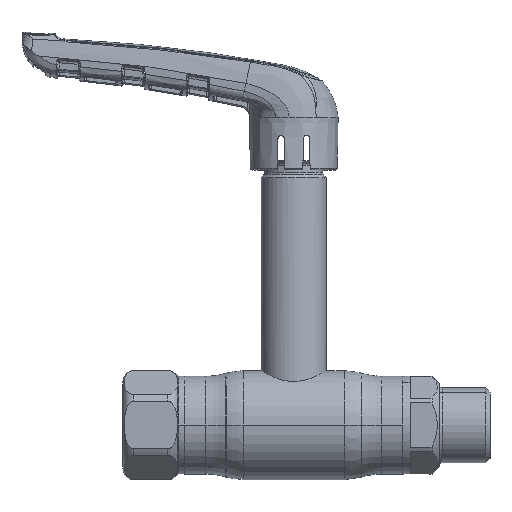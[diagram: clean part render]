
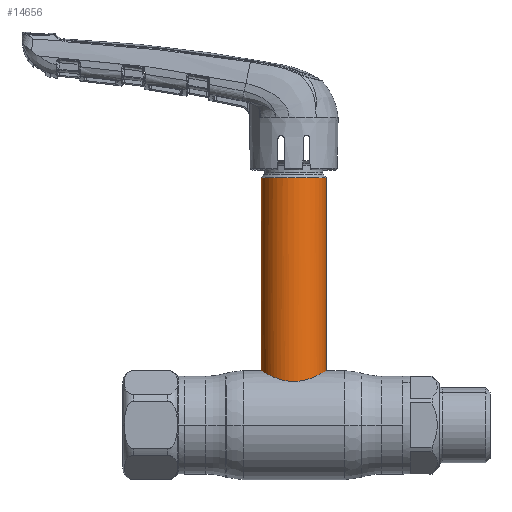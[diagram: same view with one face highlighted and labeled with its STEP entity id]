
A CAD part, top view. The second image highlights one B-rep face of the part: STEP entity #14656.
In plain terms, the highlighted cylindrical face has radius 9 mm (diameter 18 mm), a partial arc.
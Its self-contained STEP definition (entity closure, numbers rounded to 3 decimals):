
#2990 = VERTEX_POINT ( 'NONE', #29084 ) ;
#3382 = CARTESIAN_POINT ( 'NONE',  ( 0., 68.119, 0. ) ) ;
#3558 = CARTESIAN_POINT ( 'NONE',  ( 9., 15., 0. ) ) ;
#3707 = CARTESIAN_POINT ( 'NONE',  ( -9., 15., 0.611 ) ) ;
#4412 = CARTESIAN_POINT ( 'NONE',  ( 3.763, 12.574, 8.181 ) ) ;
#4643 = CARTESIAN_POINT ( 'NONE',  ( 8.059, 14.454, 4.05 ) ) ;
#4861 = CARTESIAN_POINT ( 'NONE',  ( 8.509, 14.711, 2.947 ) ) ;
#5815 = EDGE_CURVE ( 'NONE', #60388, #49641, #42800, .T. ) ;
#6163 = CIRCLE ( 'NONE', #31136, 9. ) ;
#6410 = DIRECTION ( 'NONE',  ( 0., -1., 0. ) ) ;
#8391 = CARTESIAN_POINT ( 'NONE',  ( -7.126, 13.954, 5.528 ) ) ;
#8683 = ORIENTED_EDGE ( 'NONE', *, *, #52261, .T. ) ;
#9008 = DIRECTION ( 'NONE',  ( -1., 0., 0. ) ) ;
#9089 = CARTESIAN_POINT ( 'NONE',  ( -6.758, 13.768, 5.971 ) ) ;
#9332 = CARTESIAN_POINT ( 'NONE',  ( -0.308, 12., 9. ) ) ;
#9565 = CARTESIAN_POINT ( 'NONE',  ( 7.781, 14.299, 4.56 ) ) ;
#9790 = CARTESIAN_POINT ( 'NONE',  ( 8.878, 14.927, 1.506 ) ) ;
#10015 = CARTESIAN_POINT ( 'NONE',  ( -1.213, 12.057, 8.923 ) ) ;
#10240 = CARTESIAN_POINT ( 'NONE',  ( 2.378, 12.23, 8.685 ) ) ;
#11359 = CYLINDRICAL_SURFACE ( 'NONE', #27696, 9. ) ;
#12709 = CARTESIAN_POINT ( 'NONE',  ( 0., 0., 0. ) ) ;
#14488 = CARTESIAN_POINT ( 'NONE',  ( -5.259, 13.1, 7.309 ) ) ;
#14656 = ADVANCED_FACE ( 'NONE', ( #55950 ), #11359, .T. ) ;
#14710 = CARTESIAN_POINT ( 'NONE',  ( 8.406, 14.651, 3.229 ) ) ;
#15651 = CARTESIAN_POINT ( 'NONE',  ( 8.759, 14.857, 2.09 ) ) ;
#19828 = DIRECTION ( 'NONE',  ( 0., -1., 0. ) ) ;
#19939 = CARTESIAN_POINT ( 'NONE',  ( -5.492, 13.196, 7.136 ) ) ;
#20167 = CARTESIAN_POINT ( 'NONE',  ( 8.923, 14.954, 1.21 ) ) ;
#21070 = CARTESIAN_POINT ( 'NONE',  ( 7.124, 13.954, 5.508 ) ) ;
#22595 = CARTESIAN_POINT ( 'NONE',  ( 9., 0., 0. ) ) ;
#24332 = VECTOR ( 'NONE', #26610, 1000. ) ;
#24608 = CARTESIAN_POINT ( 'NONE',  ( -4.543, 12.824, 7.791 ) ) ;
#24836 = CARTESIAN_POINT ( 'NONE',  ( -8.06, 14.454, 4.048 ) ) ;
#26010 = CARTESIAN_POINT ( 'NONE',  ( 2.947, 12.353, 8.509 ) ) ;
#26610 = DIRECTION ( 'NONE',  ( 0., -1., 0. ) ) ;
#27696 = AXIS2_PLACEMENT_3D ( 'NONE', #12709, #19828, #29674 ) ;
#29084 = CARTESIAN_POINT ( 'NONE',  ( 9., 68.119, 0. ) ) ;
#29674 = DIRECTION ( 'NONE',  ( -1., 0., 0. ) ) ;
#30024 = CARTESIAN_POINT ( 'NONE',  ( -5.937, 13.387, 6.77 ) ) ;
#30251 = CARTESIAN_POINT ( 'NONE',  ( -7.781, 14.299, 4.56 ) ) ;
#31136 = AXIS2_PLACEMENT_3D ( 'NONE', #3382, #62825, #9008 ) ;
#31414 = CARTESIAN_POINT ( 'NONE',  ( 9., 15., 0. ) ) ;
#35196 = CARTESIAN_POINT ( 'NONE',  ( -8.7, 14.821, 2.382 ) ) ;
#35250 = LINE ( 'NONE', #22595, #37820 ) ;
#36580 = CARTESIAN_POINT ( 'NONE',  ( 6.756, 13.77, 5.953 ) ) ;
#37820 = VECTOR ( 'NONE', #6410, 1000. ) ;
#38311 = CARTESIAN_POINT ( 'NONE',  ( -9., 15., 0. ) ) ;
#40126 = ORIENTED_EDGE ( 'NONE', *, *, #5815, .T. ) ;
#40801 = CARTESIAN_POINT ( 'NONE',  ( -4.037, 12.65, 8.065 ) ) ;
#41258 = CARTESIAN_POINT ( 'NONE',  ( -8.519, 14.715, 2.961 ) ) ;
#41493 = CARTESIAN_POINT ( 'NONE',  ( 8.984, 14.991, 0.611 ) ) ;
#41945 = CARTESIAN_POINT ( 'NONE',  ( 4.539, 12.827, 7.777 ) ) ;
#42417 = CARTESIAN_POINT ( 'NONE',  ( 0.606, 12., 9. ) ) ;
#42800 = LINE ( 'NONE', #52714, #24332 ) ;
#44919 = EDGE_CURVE ( 'NONE', #2990, #60388, #6163, .T. ) ;
#46468 = CARTESIAN_POINT ( 'NONE',  ( -2.963, 12.35, 8.518 ) ) ;
#47168 = CARTESIAN_POINT ( 'NONE',  ( 4.026, 12.655, 8.055 ) ) ;
#47406 = CARTESIAN_POINT ( 'NONE',  ( 3.223, 12.423, 8.408 ) ) ;
#47648 = CARTESIAN_POINT ( 'NONE',  ( 9., 15., 0.305 ) ) ;
#47878 = CARTESIAN_POINT ( 'NONE',  ( 8.685, 14.813, 2.378 ) ) ;
#48969 = CARTESIAN_POINT ( 'NONE',  ( -9., 68.119, 0. ) ) ;
#49641 = VERTEX_POINT ( 'NONE', #38311 ) ;
#52261 = EDGE_CURVE ( 'NONE', #49641, #58985, #64001, .T. ) ;
#52333 = CARTESIAN_POINT ( 'NONE',  ( -1.509, 12.091, 8.878 ) ) ;
#52714 = CARTESIAN_POINT ( 'NONE',  ( -9., 0., 0. ) ) ;
#53020 = CARTESIAN_POINT ( 'NONE',  ( -0.613, 12.012, 8.984 ) ) ;
#55312 = EDGE_CURVE ( 'NONE', #2990, #58985, #35250, .T. ) ;
#55950 = FACE_OUTER_BOUND ( 'NONE', #61992, .T. ) ;
#56826 = CARTESIAN_POINT ( 'NONE',  ( -6.15, 13.483, 6.577 ) ) ;
#58191 = CARTESIAN_POINT ( 'NONE',  ( 1.205, 12.046, 8.939 ) ) ;
#58433 = CARTESIAN_POINT ( 'NONE',  ( 4.789, 12.918, 7.626 ) ) ;
#58985 = VERTEX_POINT ( 'NONE', #3558 ) ;
#60388 = VERTEX_POINT ( 'NONE', #48969 ) ;
#61752 = CARTESIAN_POINT ( 'NONE',  ( -9., 15., 0. ) ) ;
#61992 = EDGE_LOOP ( 'NONE', ( #66698, #63571, #40126, #8683 ) ) ;
#62825 = DIRECTION ( 'NONE',  ( 0., -1., 0. ) ) ;
#62903 = CARTESIAN_POINT ( 'NONE',  ( 7.296, 14.043, 5.277 ) ) ;
#63571 = ORIENTED_EDGE ( 'NONE', *, *, #44919, .T. ) ;
#63601 = CARTESIAN_POINT ( 'NONE',  ( 5.507, 13.196, 7.142 ) ) ;
#63822 = CARTESIAN_POINT ( 'NONE',  ( 6.56, 13.675, 6.169 ) ) ;
#64001 = B_SPLINE_CURVE_WITH_KNOTS ( 'NONE', 3,
 ( #61752, #3707, #67376, #35196, #41258, #24836, #30251, #8391, #9089, #56826, #30024, #19939, #14488, #24608, #40801, #46468, #67138, #52333, #10015, #53020, #9332, #42417, #58191, #69232, #10240, #26010, #47406, #4412, #47168, #41945, #58433, #63601, #68761, #63822, #36580, #21070, #62903, #9565, #4643, #14710, #4861, #47878, #15651, #9790, #20167, #41493, #47648, #31414 ),
 .UNSPECIFIED., .F., .F.,
 ( 4, 2, 2, 2, 2, 2, 2, 2, 2, 2, 2, 2, 2, 2, 2, 2, 2, 2, 2, 2, 2, 2, 2, 4 ),
 ( 0., 0.002, 0.004, 0.005, 0.007, 0.008, 0.009, 0.011, 0.013, 0.014, 0.014, 0.016, 0.017, 0.018, 0.019, 0.02, 0.022, 0.023, 0.023, 0.025, 0.026, 0.027, 0.028, 0.029 ),
 .UNSPECIFIED. ) ;
#66698 = ORIENTED_EDGE ( 'NONE', *, *, #55312, .F. ) ;
#67138 = CARTESIAN_POINT ( 'NONE',  ( -2.387, 12.221, 8.698 ) ) ;
#67376 = CARTESIAN_POINT ( 'NONE',  ( -8.938, 14.963, 1.209 ) ) ;
#68761 = CARTESIAN_POINT ( 'NONE',  ( 5.948, 13.389, 6.778 ) ) ;
#69232 = CARTESIAN_POINT ( 'NONE',  ( 2.086, 12.176, 8.76 ) ) ;
